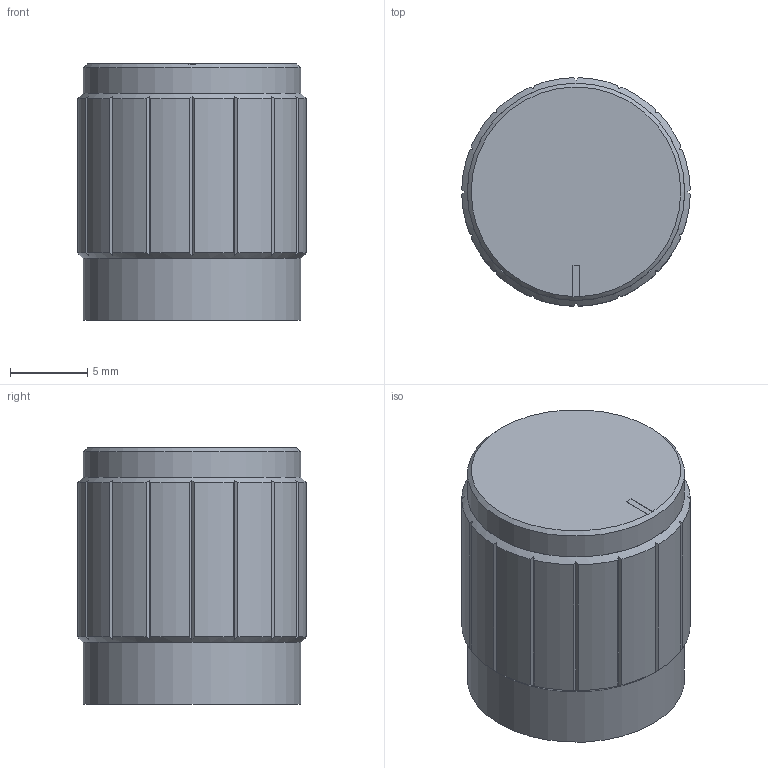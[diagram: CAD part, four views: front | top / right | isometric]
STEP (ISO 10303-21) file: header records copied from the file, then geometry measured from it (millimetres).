
FILE_DESCRIPTION(('HOOPS Exchange Step'),'2;1');
FILE_NAME('temp_export','2024-05-19T11:39:53+08:00',('plus'),('Shapr3D Limited'),'HOOPS Exchange 2024.2','Shapr3D','Authorized');
FILE_SCHEMA( ('AUTOMOTIVE_DESIGN { 1 0 10303 214 1 1 1 1 }') );
Length unit declared in the file: millimetre
Products named in the file (2): Rotary Encoder - KY-040.step; root
Assembly tree (1 placements, depth 2):
  root
    Rotary Encoder - KY-040.step
Bounding box: 14.81 x 14.81 x 16.6 mm (x, y, z)
Volume: 2161.5 mm3; surface area: 1387.9 mm2
Topology: 1 solids, 1 shells, 67 faces, 182 edges, 121 vertices
Faces by surface type: plane 43, cylinder 21, cone 3
Full cylindrical faces by diameter (mm): 12.98 x1, 14.08 x2
Entity records: 2233 total; most frequent: CARTESIAN_POINT 564, ORIENTED_EDGE 364, DIRECTION 305, EDGE_CURVE 182, VERTEX_POINT 121, AXIS2_PLACEMENT_3D 118, EDGE_LOOP 71, FACE_BOUND 71
